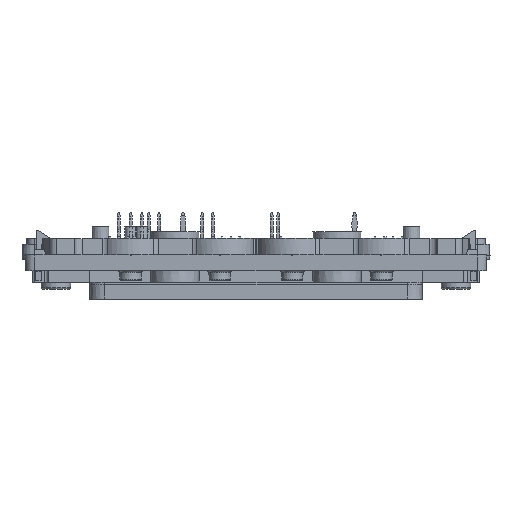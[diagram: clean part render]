
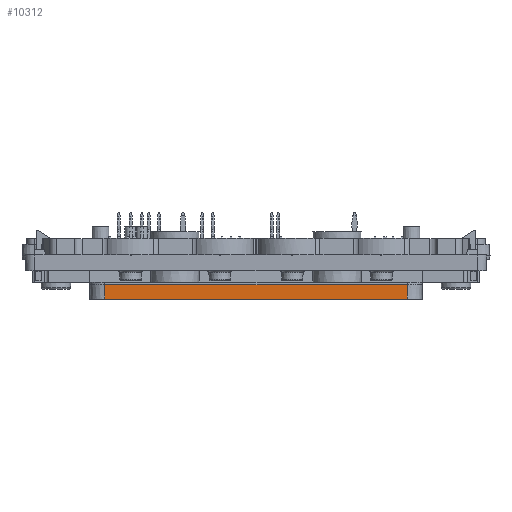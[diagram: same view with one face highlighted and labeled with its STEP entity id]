
A CAD part, left-side view. The second image highlights one B-rep face of the part: STEP entity #10312.
In plain terms, the highlighted planar face has unit normal (-1, 0, -0.018).
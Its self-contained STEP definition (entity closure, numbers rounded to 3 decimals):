
#10312 = ADVANCED_FACE( '', ( #23437 ), #23438, .T. );
#23437 = FACE_OUTER_BOUND( '', #39913, .T. );
#23438 = PLANE( '', #39914 );
#39913 = EDGE_LOOP( '', ( #72442, #72443, #72444, #72445 ) );
#39914 = AXIS2_PLACEMENT_3D( '', #72446, #72447, #72448 );
#72442 = ORIENTED_EDGE( '', *, *, #108372, .T. );
#72443 = ORIENTED_EDGE( '', *, *, #108373, .T. );
#72444 = ORIENTED_EDGE( '', *, *, #105256, .T. );
#72445 = ORIENTED_EDGE( '', *, *, #100113, .F. );
#72446 = CARTESIAN_POINT( '', ( -61.6, 11.75, 2.7 ) );
#72447 = DIRECTION( '', ( -1., 0., -0.017 ) );
#72448 = DIRECTION( '', ( 0.017, 0., -1. ) );
#100113 = EDGE_CURVE( '', #122629, #122631, #122632, .F. );
#105256 = EDGE_CURVE( '', #130730, #122631, #130731, .T. );
#108372 = EDGE_CURVE( '', #122629, #129936, #135141, .T. );
#108373 = EDGE_CURVE( '', #129936, #130730, #135142, .F. );
#122629 = VERTEX_POINT( '', #154355 );
#122631 = VERTEX_POINT( '', #154366 );
#122632 = LINE( '', #154367, #154368 );
#129936 = VERTEX_POINT( '', #165013 );
#130730 = VERTEX_POINT( '', #166214 );
#130731 = LINE( '', #166215, #166216 );
#135141 = LINE( '', #173017, #173018 );
#135142 = LINE( '', #173019, #173020 );
#154355 = CARTESIAN_POINT( '', ( -61.59, -64.1, 2.1 ) );
#154366 = CARTESIAN_POINT( '', ( -61.52, -64.1, -1.9 ) );
#154367 = CARTESIAN_POINT( '', ( -61.6, -64.1, 2.7 ) );
#154368 = VECTOR( '', #188387, 1000. );
#165013 = CARTESIAN_POINT( '', ( -61.59, 19.3, 2.1 ) );
#166214 = CARTESIAN_POINT( '', ( -61.52, 19.3, -1.9 ) );
#166215 = CARTESIAN_POINT( '', ( -61.52, 91.8, -1.9 ) );
#166216 = VECTOR( '', #194402, 1000. );
#173017 = CARTESIAN_POINT( '', ( -61.59, -64.1, 2.1 ) );
#173018 = VECTOR( '', #197896, 1000. );
#173019 = CARTESIAN_POINT( '', ( -61.6, 19.3, 2.7 ) );
#173020 = VECTOR( '', #197897, 1000. );
#188387 = DIRECTION( '', ( -0.017, 0., 1. ) );
#194402 = DIRECTION( '', ( 0., -1., 0. ) );
#197896 = DIRECTION( '', ( 0., 1., 0. ) );
#197897 = DIRECTION( '', ( -0.017, 0., 1. ) );
